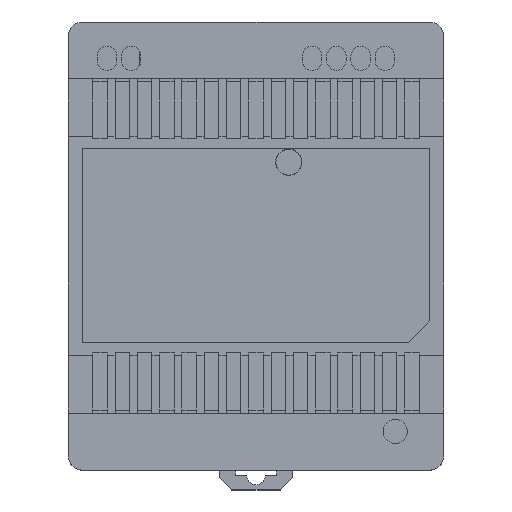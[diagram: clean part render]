
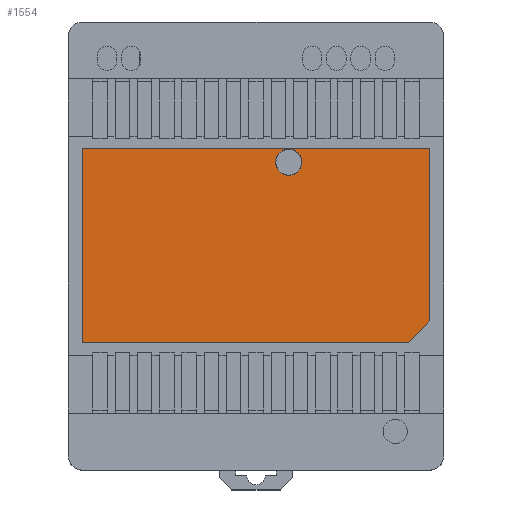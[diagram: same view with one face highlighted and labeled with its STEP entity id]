
A CAD part, top view. The second image highlights one B-rep face of the part: STEP entity #1554.
In plain terms, the highlighted planar face has unit normal (0, 0, 1).
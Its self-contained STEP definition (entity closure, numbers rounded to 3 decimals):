
#254 = ORIENTED_EDGE ( 'NONE', *, *, #17348, .T. ) ;
#1158 = CARTESIAN_POINT ( 'NONE',  ( 6.75, 17.25, 23.65 ) ) ;
#1554 = ADVANCED_FACE ( 'NONE', ( #18205, #2045 ), #22688, .F. ) ;
#1584 = CARTESIAN_POINT ( 'NONE',  ( 35.9, -15.5, 23.65 ) ) ;
#2045 = FACE_OUTER_BOUND ( 'NONE', #28457, .T. ) ;
#3676 = VERTEX_POINT ( 'NONE', #12914 ) ;
#3825 = DIRECTION ( 'NONE',  ( 0., 1., 0. ) ) ;
#4228 = VECTOR ( 'NONE', #17628, 1000. ) ;
#4233 = CARTESIAN_POINT ( 'NONE',  ( 35.9, -20., 23.65 ) ) ;
#4425 = DIRECTION ( 'NONE',  ( -1., 0., 0. ) ) ;
#4523 = ORIENTED_EDGE ( 'NONE', *, *, #14649, .F. ) ;
#4527 = DIRECTION ( 'NONE',  ( 1., 0., 0. ) ) ;
#4616 = ORIENTED_EDGE ( 'NONE', *, *, #23674, .T. ) ;
#5366 = CARTESIAN_POINT ( 'NONE',  ( 4.05, 17.25, 23.65 ) ) ;
#5768 = EDGE_CURVE ( 'NONE', #20837, #23998, #26316, .T. ) ;
#5875 = ORIENTED_EDGE ( 'NONE', *, *, #10242, .T. ) ;
#7499 = VECTOR ( 'NONE', #3825, 1000. ) ;
#9091 = VECTOR ( 'NONE', #10705, 1000. ) ;
#9640 = ORIENTED_EDGE ( 'NONE', *, *, #18512, .F. ) ;
#10242 = EDGE_CURVE ( 'NONE', #23900, #3676, #29528, .T. ) ;
#10705 = DIRECTION ( 'NONE',  ( 0.707, 0.707, 0. ) ) ;
#12914 = CARTESIAN_POINT ( 'NONE',  ( 31.4, -20., 23.65 ) ) ;
#14216 = CARTESIAN_POINT ( 'NONE',  ( 9.45, 17.25, 23.65 ) ) ;
#14649 = EDGE_CURVE ( 'NONE', #27224, #24703, #24476, .T. ) ;
#14750 = EDGE_LOOP ( 'NONE', ( #4523, #9640 ) ) ;
#15201 = LINE ( 'NONE', #1584, #9091 ) ;
#15514 = DIRECTION ( 'NONE',  ( 0., -1., 0. ) ) ;
#15754 = AXIS2_PLACEMENT_3D ( 'NONE', #1158, #26756, #24357 ) ;
#16033 = CARTESIAN_POINT ( 'NONE',  ( 35.9, 20., 23.65 ) ) ;
#17348 = EDGE_CURVE ( 'NONE', #23998, #23900, #22249, .T. ) ;
#17411 = CARTESIAN_POINT ( 'NONE',  ( -35.9, 20., 23.65 ) ) ;
#17436 = LINE ( 'NONE', #26872, #7499 ) ;
#17628 = DIRECTION ( 'NONE',  ( -1., 0., 0. ) ) ;
#18205 = FACE_BOUND ( 'NONE', #14750, .T. ) ;
#18341 = CARTESIAN_POINT ( 'NONE',  ( 0., 0., 23.65 ) ) ;
#18512 = EDGE_CURVE ( 'NONE', #24703, #27224, #21953, .T. ) ;
#19347 = VECTOR ( 'NONE', #4527, 1000. ) ;
#20010 = CARTESIAN_POINT ( 'NONE',  ( 35.9, 20., 23.65 ) ) ;
#20294 = DIRECTION ( 'NONE',  ( 0., 0., -1. ) ) ;
#20357 = CARTESIAN_POINT ( 'NONE',  ( 35.9, -15.5, 23.65 ) ) ;
#20837 = VERTEX_POINT ( 'NONE', #16033 ) ;
#21953 = CIRCLE ( 'NONE', #15754, 2.7 ) ;
#22129 = ORIENTED_EDGE ( 'NONE', *, *, #5768, .T. ) ;
#22249 = LINE ( 'NONE', #26899, #24770 ) ;
#22378 = EDGE_CURVE ( 'NONE', #26998, #20837, #17436, .T. ) ;
#22688 = PLANE ( 'NONE',  #24354 ) ;
#23120 = DIRECTION ( 'NONE',  ( 0., 0., 1. ) ) ;
#23351 = ORIENTED_EDGE ( 'NONE', *, *, #22378, .T. ) ;
#23674 = EDGE_CURVE ( 'NONE', #3676, #26998, #15201, .T. ) ;
#23900 = VERTEX_POINT ( 'NONE', #25510 ) ;
#23998 = VERTEX_POINT ( 'NONE', #17411 ) ;
#24354 = AXIS2_PLACEMENT_3D ( 'NONE', #18341, #20294, #4425 ) ;
#24357 = DIRECTION ( 'NONE',  ( 1., 0., 0. ) ) ;
#24476 = CIRCLE ( 'NONE', #25910, 2.7 ) ;
#24703 = VERTEX_POINT ( 'NONE', #5366 ) ;
#24770 = VECTOR ( 'NONE', #15514, 1000. ) ;
#25510 = CARTESIAN_POINT ( 'NONE',  ( -35.9, -20., 23.65 ) ) ;
#25910 = AXIS2_PLACEMENT_3D ( 'NONE', #27926, #23120, #27621 ) ;
#26316 = LINE ( 'NONE', #20010, #4228 ) ;
#26756 = DIRECTION ( 'NONE',  ( 0., 0., 1. ) ) ;
#26872 = CARTESIAN_POINT ( 'NONE',  ( 35.9, 20., 23.65 ) ) ;
#26899 = CARTESIAN_POINT ( 'NONE',  ( -35.9, 20., 23.65 ) ) ;
#26998 = VERTEX_POINT ( 'NONE', #20357 ) ;
#27224 = VERTEX_POINT ( 'NONE', #14216 ) ;
#27621 = DIRECTION ( 'NONE',  ( 1., 0., 0. ) ) ;
#27926 = CARTESIAN_POINT ( 'NONE',  ( 6.75, 17.25, 23.65 ) ) ;
#28457 = EDGE_LOOP ( 'NONE', ( #5875, #4616, #23351, #22129, #254 ) ) ;
#29528 = LINE ( 'NONE', #4233, #19347 ) ;
